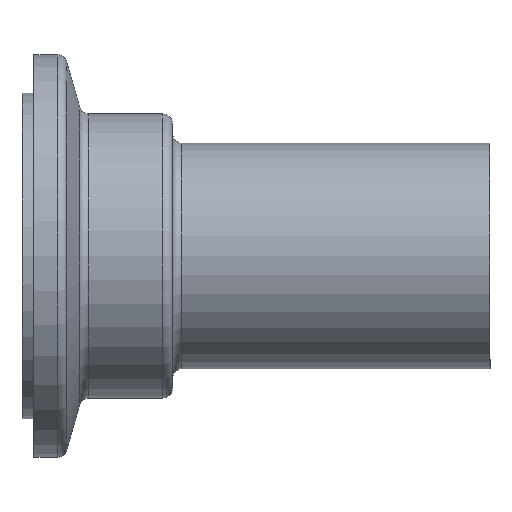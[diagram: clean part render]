
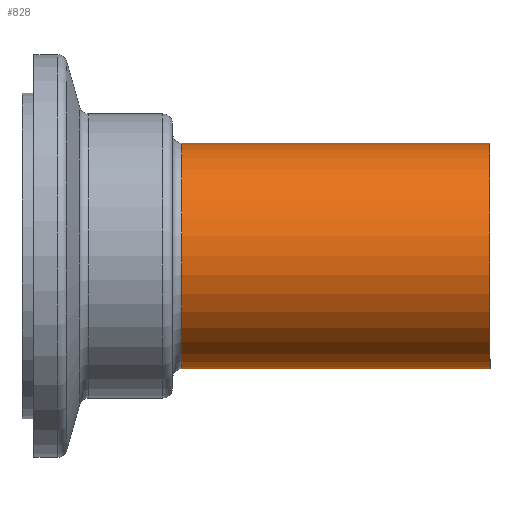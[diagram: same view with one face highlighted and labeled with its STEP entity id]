
A CAD part, top view. The second image highlights one B-rep face of the part: STEP entity #828.
In plain terms, the highlighted cylindrical face has radius 9.525 mm (diameter 19.05 mm), a partial arc.
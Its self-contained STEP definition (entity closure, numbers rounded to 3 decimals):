
#31 = AXIS2_PLACEMENT_3D ( 'NONE', #633, #223, #496 ) ;
#65 = ORIENTED_EDGE ( 'NONE', *, *, #113, .F. ) ;
#90 = ORIENTED_EDGE ( 'NONE', *, *, #646, .T. ) ;
#113 = EDGE_CURVE ( 'NONE', #255, #579, #620, .T. ) ;
#122 = CARTESIAN_POINT ( 'NONE',  ( -172.678, 20.365, 0. ) ) ;
#136 = AXIS2_PLACEMENT_3D ( 'NONE', #122, #184, #386 ) ;
#155 = DIRECTION ( 'NONE',  ( 0., -1., 0. ) ) ;
#164 = VERTEX_POINT ( 'NONE', #679 ) ;
#184 = DIRECTION ( 'NONE',  ( -1., 0., 0. ) ) ;
#195 = CYLINDRICAL_SURFACE ( 'NONE', #136, 9.525 ) ;
#223 = DIRECTION ( 'NONE',  ( -1., 0., 0. ) ) ;
#248 = EDGE_LOOP ( 'NONE', ( #90, #360, #632, #65 ) ) ;
#255 = VERTEX_POINT ( 'NONE', #336 ) ;
#262 = FACE_OUTER_BOUND ( 'NONE', #248, .T. ) ;
#264 = VERTEX_POINT ( 'NONE', #785 ) ;
#308 = CIRCLE ( 'NONE', #793, 9.525 ) ;
#311 = VECTOR ( 'NONE', #514, 1000. ) ;
#336 = CARTESIAN_POINT ( 'NONE',  ( 28.12, 10.84, 0. ) ) ;
#348 = CARTESIAN_POINT ( 'NONE',  ( 2.12, 10.84, 0. ) ) ;
#360 = ORIENTED_EDGE ( 'NONE', *, *, #745, .T. ) ;
#375 = EDGE_CURVE ( 'NONE', #579, #164, #452, .T. ) ;
#386 = DIRECTION ( 'NONE',  ( 0., -1., 0. ) ) ;
#414 = DIRECTION ( 'NONE',  ( -1., 0., 0. ) ) ;
#452 = CIRCLE ( 'NONE', #31, 9.525 ) ;
#496 = DIRECTION ( 'NONE',  ( 0., -1., 0. ) ) ;
#514 = DIRECTION ( 'NONE',  ( -1., 0., 0. ) ) ;
#522 = VECTOR ( 'NONE', #683, 1000. ) ;
#579 = VERTEX_POINT ( 'NONE', #348 ) ;
#581 = CARTESIAN_POINT ( 'NONE',  ( -172.678, 29.89, 0. ) ) ;
#620 = LINE ( 'NONE', #675, #522 ) ;
#632 = ORIENTED_EDGE ( 'NONE', *, *, #375, .F. ) ;
#633 = CARTESIAN_POINT ( 'NONE',  ( 2.12, 20.365, 0. ) ) ;
#638 = LINE ( 'NONE', #581, #311 ) ;
#646 = EDGE_CURVE ( 'NONE', #255, #264, #308, .T. ) ;
#675 = CARTESIAN_POINT ( 'NONE',  ( -172.678, 10.84, 0. ) ) ;
#679 = CARTESIAN_POINT ( 'NONE',  ( 2.12, 29.89, 0. ) ) ;
#683 = DIRECTION ( 'NONE',  ( -1., 0., 0. ) ) ;
#741 = CARTESIAN_POINT ( 'NONE',  ( 28.12, 20.365, 0. ) ) ;
#745 = EDGE_CURVE ( 'NONE', #264, #164, #638, .T. ) ;
#785 = CARTESIAN_POINT ( 'NONE',  ( 28.12, 29.89, 0. ) ) ;
#793 = AXIS2_PLACEMENT_3D ( 'NONE', #741, #414, #155 ) ;
#828 = ADVANCED_FACE ( 'NONE', ( #262 ), #195, .T. ) ;
